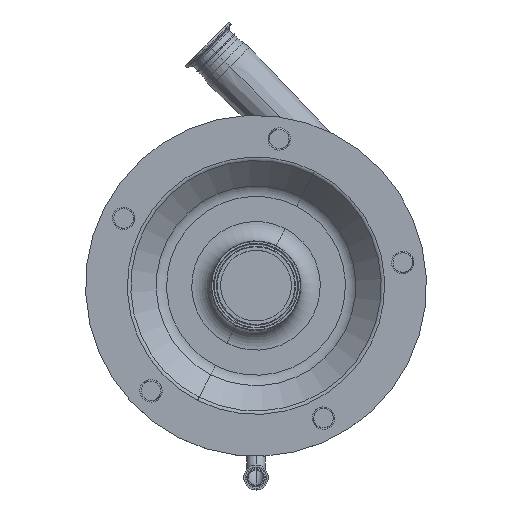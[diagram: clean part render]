
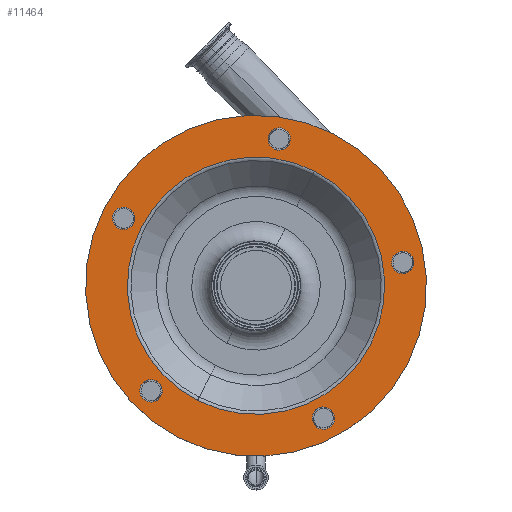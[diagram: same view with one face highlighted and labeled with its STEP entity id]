
A CAD part, top view. The second image highlights one B-rep face of the part: STEP entity #11464.
In plain terms, the highlighted planar face has unit normal (0, 0, 1).
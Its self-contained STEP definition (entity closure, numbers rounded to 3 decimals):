
#9 = DIRECTION ( 'NONE',  ( 0., 0., 1. ) ) ;
#20 = EDGE_CURVE ( 'NONE', #602, #10034, #2084, .T. ) ;
#117 = ORIENTED_EDGE ( 'NONE', *, *, #7939, .F. ) ;
#138 = AXIS2_PLACEMENT_3D ( 'NONE', #6348, #7988, #10485 ) ;
#277 = ORIENTED_EDGE ( 'NONE', *, *, #10700, .F. ) ;
#290 = CARTESIAN_POINT ( 'NONE',  ( -135.878, 69.234, 321.5 ) ) ;
#309 = CIRCLE ( 'NONE', #13379, 11.5 ) ;
#324 = VERTEX_POINT ( 'NONE', #13092 ) ;
#475 = DIRECTION ( 'NONE',  ( 0., 0., -1. ) ) ;
#514 = CARTESIAN_POINT ( 'NONE',  ( -79.448, -155.926, 321.5 ) ) ;
#526 = CARTESIAN_POINT ( 'NONE',  ( -107.834, -107.834, 321.5 ) ) ;
#602 = VERTEX_POINT ( 'NONE', #5463 ) ;
#734 = CARTESIAN_POINT ( 'NONE',  ( 0., 0., 321.5 ) ) ;
#787 = DIRECTION ( 'NONE',  ( 0., 0., 1. ) ) ;
#841 = DIRECTION ( 'NONE',  ( 0.454, 0.891, 0. ) ) ;
#1133 = DIRECTION ( 'NONE',  ( 0.454, 0.891, 0. ) ) ;
#1292 = EDGE_LOOP ( 'NONE', ( #2057, #3565 ) ) ;
#1449 = EDGE_CURVE ( 'NONE', #6731, #13510, #9081, .T. ) ;
#1454 = DIRECTION ( 'NONE',  ( 0., 0., 1. ) ) ;
#1513 = FACE_BOUND ( 'NONE', #12174, .T. ) ;
#1547 = CARTESIAN_POINT ( 'NONE',  ( -59.959, -117.676, 321.5 ) ) ;
#1859 = EDGE_CURVE ( 'NONE', #4727, #11286, #9946, .T. ) ;
#1920 = VERTEX_POINT ( 'NONE', #2291 ) ;
#2057 = ORIENTED_EDGE ( 'NONE', *, *, #1859, .T. ) ;
#2084 = CIRCLE ( 'NONE', #7547, 11.5 ) ;
#2110 = AXIS2_PLACEMENT_3D ( 'NONE', #10254, #9, #841 ) ;
#2273 = AXIS2_PLACEMENT_3D ( 'NONE', #11219, #787, #4966 ) ;
#2291 = CARTESIAN_POINT ( 'NONE',  ( 145.402, 13.61, 321.5 ) ) ;
#2461 = CARTESIAN_POINT ( 'NONE',  ( 23.856, 150.622, 321.5 ) ) ;
#2727 = PLANE ( 'NONE',  #3073 ) ;
#2736 = DIRECTION ( 'NONE',  ( 0., 0., 1. ) ) ;
#2750 = CARTESIAN_POINT ( 'NONE',  ( 150.622, 23.856, 321.5 ) ) ;
#3073 = AXIS2_PLACEMENT_3D ( 'NONE', #5681, #475, #4647 ) ;
#3257 = CIRCLE ( 'NONE', #12626, 11.5 ) ;
#3296 = DIRECTION ( 'NONE',  ( -0.454, -0.891, 0. ) ) ;
#3312 = CARTESIAN_POINT ( 'NONE',  ( -102.613, -97.587, 321.5 ) ) ;
#3554 = FACE_BOUND ( 'NONE', #11416, .T. ) ;
#3565 = ORIENTED_EDGE ( 'NONE', *, *, #5919, .T. ) ;
#3656 = CARTESIAN_POINT ( 'NONE',  ( 74.454, -125.632, 321.5 ) ) ;
#3698 = FACE_BOUND ( 'NONE', #4369, .T. ) ;
#3761 = FACE_BOUND ( 'NONE', #7475, .T. ) ;
#3783 = CARTESIAN_POINT ( 'NONE',  ( 150.622, 23.856, 321.5 ) ) ;
#3814 = DIRECTION ( 'NONE',  ( 0., 0., 1. ) ) ;
#3856 = ORIENTED_EDGE ( 'NONE', *, *, #12873, .F. ) ;
#4044 = CARTESIAN_POINT ( 'NONE',  ( 69.234, -135.878, 321.5 ) ) ;
#4086 = CIRCLE ( 'NONE', #7566, 175. ) ;
#4364 = EDGE_CURVE ( 'NONE', #7609, #8257, #12800, .T. ) ;
#4369 = EDGE_LOOP ( 'NONE', ( #10196, #4567 ) ) ;
#4567 = ORIENTED_EDGE ( 'NONE', *, *, #13193, .F. ) ;
#4627 = AXIS2_PLACEMENT_3D ( 'NONE', #2750, #12093, #7137 ) ;
#4647 = DIRECTION ( 'NONE',  ( -0.454, -0.891, 0. ) ) ;
#4727 = VERTEX_POINT ( 'NONE', #1547 ) ;
#4732 = ORIENTED_EDGE ( 'NONE', *, *, #4364, .F. ) ;
#4804 = CARTESIAN_POINT ( 'NONE',  ( 29.077, 160.869, 321.5 ) ) ;
#4912 = DIRECTION ( 'NONE',  ( -0.454, -0.891, 0. ) ) ;
#4942 = AXIS2_PLACEMENT_3D ( 'NONE', #7670, #8493, #3296 ) ;
#4966 = DIRECTION ( 'NONE',  ( 0.454, 0.891, 0. ) ) ;
#4981 = AXIS2_PLACEMENT_3D ( 'NONE', #526, #3814, #9947 ) ;
#5410 = AXIS2_PLACEMENT_3D ( 'NONE', #2461, #6647, #10783 ) ;
#5426 = CIRCLE ( 'NONE', #4981, 11.5 ) ;
#5463 = CARTESIAN_POINT ( 'NONE',  ( -130.658, 79.48, 321.5 ) ) ;
#5512 = EDGE_CURVE ( 'NONE', #8257, #7609, #7955, .T. ) ;
#5681 = CARTESIAN_POINT ( 'NONE',  ( -155.926, 79.448, 321.5 ) ) ;
#5910 = DIRECTION ( 'NONE',  ( -0.454, -0.891, 0. ) ) ;
#5919 = EDGE_CURVE ( 'NONE', #11286, #4727, #12956, .T. ) ;
#5969 = DIRECTION ( 'NONE',  ( 0.454, 0.891, 0. ) ) ;
#6066 = ORIENTED_EDGE ( 'NONE', *, *, #1449, .F. ) ;
#6292 = EDGE_CURVE ( 'NONE', #7372, #7027, #11214, .T. ) ;
#6348 = CARTESIAN_POINT ( 'NONE',  ( 0., 0., 321.5 ) ) ;
#6361 = CARTESIAN_POINT ( 'NONE',  ( 69.234, -135.878, 321.5 ) ) ;
#6516 = CARTESIAN_POINT ( 'NONE',  ( 59.959, 117.676, 321.5 ) ) ;
#6564 = EDGE_LOOP ( 'NONE', ( #12433, #6066 ) ) ;
#6647 = DIRECTION ( 'NONE',  ( 0., 0., 1. ) ) ;
#6657 = CARTESIAN_POINT ( 'NONE',  ( -135.878, 69.234, 321.5 ) ) ;
#6731 = VERTEX_POINT ( 'NONE', #9221 ) ;
#7027 = VERTEX_POINT ( 'NONE', #9317 ) ;
#7137 = DIRECTION ( 'NONE',  ( 0.454, 0.891, 0. ) ) ;
#7314 = AXIS2_PLACEMENT_3D ( 'NONE', #11082, #9110, #5910 ) ;
#7346 = DIRECTION ( 'NONE',  ( 0., 0., 1. ) ) ;
#7372 = VERTEX_POINT ( 'NONE', #3656 ) ;
#7475 = EDGE_LOOP ( 'NONE', ( #4732, #9473 ) ) ;
#7547 = AXIS2_PLACEMENT_3D ( 'NONE', #6657, #1454, #1133 ) ;
#7566 = AXIS2_PLACEMENT_3D ( 'NONE', #734, #10907, #4912 ) ;
#7609 = VERTEX_POINT ( 'NONE', #4804 ) ;
#7670 = CARTESIAN_POINT ( 'NONE',  ( 0., 0., 321.5 ) ) ;
#7712 = CIRCLE ( 'NONE', #8796, 11.5 ) ;
#7927 = FACE_BOUND ( 'NONE', #1292, .T. ) ;
#7939 = EDGE_CURVE ( 'NONE', #8849, #324, #10609, .T. ) ;
#7955 = CIRCLE ( 'NONE', #2273, 11.5 ) ;
#7971 = ORIENTED_EDGE ( 'NONE', *, *, #20, .F. ) ;
#7988 = DIRECTION ( 'NONE',  ( 0., 0., -1. ) ) ;
#8253 = EDGE_CURVE ( 'NONE', #13510, #6731, #4086, .T. ) ;
#8257 = VERTEX_POINT ( 'NONE', #9880 ) ;
#8320 = DIRECTION ( 'NONE',  ( 0., 0., 1. ) ) ;
#8361 = DIRECTION ( 'NONE',  ( 0.454, 0.891, 0. ) ) ;
#8493 = DIRECTION ( 'NONE',  ( 0., 0., -1. ) ) ;
#8796 = AXIS2_PLACEMENT_3D ( 'NONE', #6361, #8320, #11642 ) ;
#8849 = VERTEX_POINT ( 'NONE', #3312 ) ;
#9081 = CIRCLE ( 'NONE', #4942, 175. ) ;
#9088 = CARTESIAN_POINT ( 'NONE',  ( -141.099, 58.987, 321.5 ) ) ;
#9110 = DIRECTION ( 'NONE',  ( 0., 0., -1. ) ) ;
#9221 = CARTESIAN_POINT ( 'NONE',  ( 79.448, 155.926, 321.5 ) ) ;
#9317 = CARTESIAN_POINT ( 'NONE',  ( 64.013, -146.125, 321.5 ) ) ;
#9321 = EDGE_CURVE ( 'NONE', #324, #8849, #5426, .T. ) ;
#9459 = CARTESIAN_POINT ( 'NONE',  ( 155.843, 34.103, 321.5 ) ) ;
#9473 = ORIENTED_EDGE ( 'NONE', *, *, #5512, .F. ) ;
#9712 = EDGE_CURVE ( 'NONE', #13360, #1920, #10716, .T. ) ;
#9880 = CARTESIAN_POINT ( 'NONE',  ( 18.635, 140.376, 321.5 ) ) ;
#9946 = CIRCLE ( 'NONE', #138, 132.071 ) ;
#9947 = DIRECTION ( 'NONE',  ( 0.454, 0.891, 0. ) ) ;
#10003 = ORIENTED_EDGE ( 'NONE', *, *, #9321, .F. ) ;
#10034 = VERTEX_POINT ( 'NONE', #9088 ) ;
#10196 = ORIENTED_EDGE ( 'NONE', *, *, #9712, .F. ) ;
#10254 = CARTESIAN_POINT ( 'NONE',  ( -107.834, -107.834, 321.5 ) ) ;
#10485 = DIRECTION ( 'NONE',  ( -0.454, -0.891, 0. ) ) ;
#10572 = AXIS2_PLACEMENT_3D ( 'NONE', #4044, #2736, #11257 ) ;
#10609 = CIRCLE ( 'NONE', #2110, 11.5 ) ;
#10700 = EDGE_CURVE ( 'NONE', #7027, #7372, #7712, .T. ) ;
#10716 = CIRCLE ( 'NONE', #4627, 11.5 ) ;
#10783 = DIRECTION ( 'NONE',  ( 0.454, 0.891, 0. ) ) ;
#10907 = DIRECTION ( 'NONE',  ( 0., 0., -1. ) ) ;
#11082 = CARTESIAN_POINT ( 'NONE',  ( 0., 0., 321.5 ) ) ;
#11214 = CIRCLE ( 'NONE', #10572, 11.5 ) ;
#11219 = CARTESIAN_POINT ( 'NONE',  ( 23.856, 150.622, 321.5 ) ) ;
#11257 = DIRECTION ( 'NONE',  ( 0.454, 0.891, 0. ) ) ;
#11286 = VERTEX_POINT ( 'NONE', #6516 ) ;
#11319 = ORIENTED_EDGE ( 'NONE', *, *, #6292, .F. ) ;
#11416 = EDGE_LOOP ( 'NONE', ( #11319, #277 ) ) ;
#11464 = ADVANCED_FACE ( 'NONE', ( #13096, #3554, #3698, #3761, #7927, #12072, #1513 ), #2727, .F. ) ;
#11642 = DIRECTION ( 'NONE',  ( 0.454, 0.891, 0. ) ) ;
#12018 = EDGE_LOOP ( 'NONE', ( #117, #10003 ) ) ;
#12072 = FACE_OUTER_BOUND ( 'NONE', #6564, .T. ) ;
#12093 = DIRECTION ( 'NONE',  ( 0., 0., 1. ) ) ;
#12168 = DIRECTION ( 'NONE',  ( 0., 0., 1. ) ) ;
#12174 = EDGE_LOOP ( 'NONE', ( #7971, #3856 ) ) ;
#12433 = ORIENTED_EDGE ( 'NONE', *, *, #8253, .F. ) ;
#12626 = AXIS2_PLACEMENT_3D ( 'NONE', #290, #7346, #8361 ) ;
#12800 = CIRCLE ( 'NONE', #5410, 11.5 ) ;
#12873 = EDGE_CURVE ( 'NONE', #10034, #602, #3257, .T. ) ;
#12956 = CIRCLE ( 'NONE', #7314, 132.071 ) ;
#13092 = CARTESIAN_POINT ( 'NONE',  ( -113.055, -118.08, 321.5 ) ) ;
#13096 = FACE_BOUND ( 'NONE', #12018, .T. ) ;
#13193 = EDGE_CURVE ( 'NONE', #1920, #13360, #309, .T. ) ;
#13360 = VERTEX_POINT ( 'NONE', #9459 ) ;
#13379 = AXIS2_PLACEMENT_3D ( 'NONE', #3783, #12168, #5969 ) ;
#13510 = VERTEX_POINT ( 'NONE', #514 ) ;
